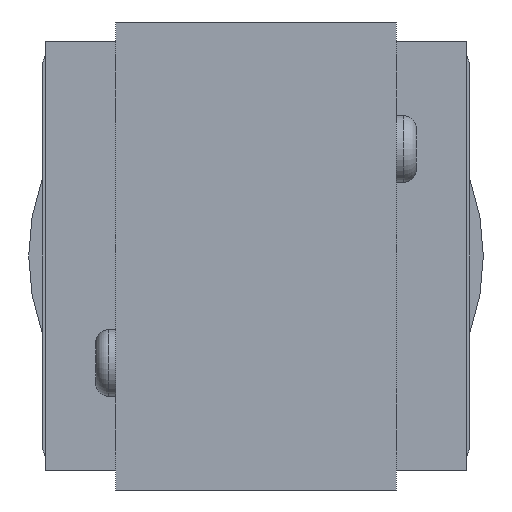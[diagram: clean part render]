
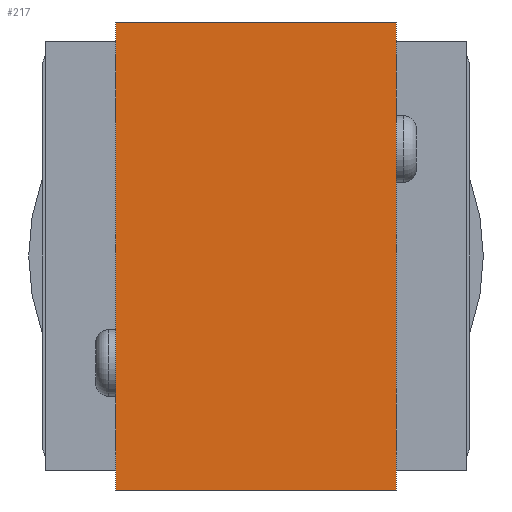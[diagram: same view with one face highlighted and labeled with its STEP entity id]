
A CAD part, front view. The second image highlights one B-rep face of the part: STEP entity #217.
In plain terms, the highlighted planar face has unit normal (0, -1, 0).
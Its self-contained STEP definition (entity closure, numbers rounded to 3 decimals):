
#217 = ADVANCED_FACE( '', ( #753 ), #754, .F. );
#753 = FACE_OUTER_BOUND( '', #1521, .T. );
#754 = PLANE( '', #1522 );
#1521 = EDGE_LOOP( '', ( #2971, #2972, #2973, #2974 ) );
#1522 = AXIS2_PLACEMENT_3D( '', #2975, #2976, #2977 );
#2971 = ORIENTED_EDGE( '', *, *, #5025, .F. );
#2972 = ORIENTED_EDGE( '', *, *, #5026, .F. );
#2973 = ORIENTED_EDGE( '', *, *, #5027, .F. );
#2974 = ORIENTED_EDGE( '', *, *, #5028, .F. );
#2975 = CARTESIAN_POINT( '', ( 0., 0., 0. ) );
#2976 = DIRECTION( '', ( 0., 1., 0. ) );
#2977 = DIRECTION( '', ( 0., 0., 1. ) );
#5025 = EDGE_CURVE( '', #6126, #6127, #6128, .T. );
#5026 = EDGE_CURVE( '', #6129, #6126, #6130, .T. );
#5027 = EDGE_CURVE( '', #6131, #6129, #6132, .T. );
#5028 = EDGE_CURVE( '', #6127, #6131, #6133, .T. );
#6126 = VERTEX_POINT( '', #7707 );
#6127 = VERTEX_POINT( '', #7708 );
#6128 = LINE( '', #7709, #7710 );
#6129 = VERTEX_POINT( '', #7711 );
#6130 = LINE( '', #7712, #7713 );
#6131 = VERTEX_POINT( '', #7714 );
#6132 = LINE( '', #7715, #7716 );
#6133 = LINE( '', #7717, #7718 );
#7707 = CARTESIAN_POINT( '', ( -10.5, 0., -17.5 ) );
#7708 = CARTESIAN_POINT( '', ( -10.5, 0., 17.5 ) );
#7709 = CARTESIAN_POINT( '', ( -10.5, 0., -17.5 ) );
#7710 = VECTOR( '', #9275, 1000. );
#7711 = CARTESIAN_POINT( '', ( 10.5, 0., -17.5 ) );
#7712 = CARTESIAN_POINT( '', ( 10.5, 0., -17.5 ) );
#7713 = VECTOR( '', #9276, 1000. );
#7714 = CARTESIAN_POINT( '', ( 10.5, 0., 17.5 ) );
#7715 = CARTESIAN_POINT( '', ( 10.5, 0., 17.5 ) );
#7716 = VECTOR( '', #9277, 1000. );
#7717 = CARTESIAN_POINT( '', ( -10.5, 0., 17.5 ) );
#7718 = VECTOR( '', #9278, 1000. );
#9275 = DIRECTION( '', ( 0., 0., 1. ) );
#9276 = DIRECTION( '', ( -1., 0., 0. ) );
#9277 = DIRECTION( '', ( 0., 0., -1. ) );
#9278 = DIRECTION( '', ( 1., 0., 0. ) );
